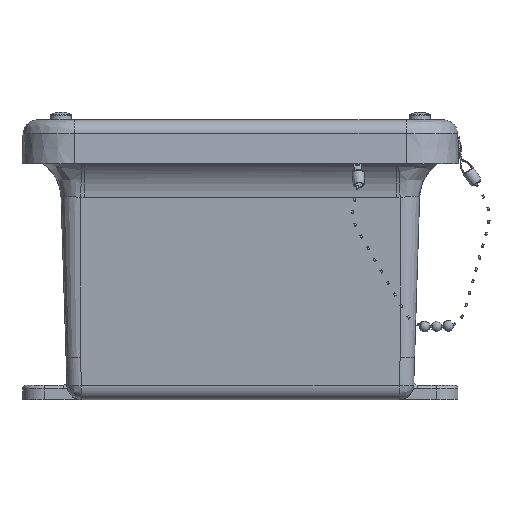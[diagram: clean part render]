
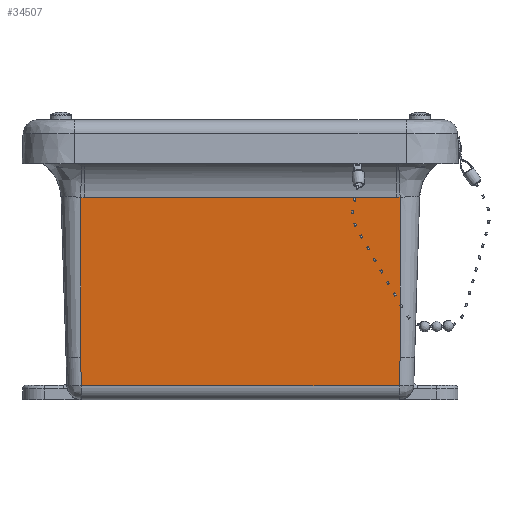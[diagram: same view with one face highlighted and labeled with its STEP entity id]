
A CAD part, left-side view. The second image highlights one B-rep face of the part: STEP entity #34507.
In plain terms, the highlighted planar face has unit normal (-1, 0, -0.031).
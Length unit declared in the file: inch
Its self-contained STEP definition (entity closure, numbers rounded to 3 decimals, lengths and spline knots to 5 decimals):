
#406 = DIRECTION ( 'NONE',  ( 0.031, -0.031, -0.999 ) ) ;
#1223 = VECTOR ( 'NONE', #11883, 39.37008 ) ;
#1547 = EDGE_CURVE ( 'NONE', #14486, #11504, #18428, .T. ) ;
#1927 = VERTEX_POINT ( 'NONE', #14818 ) ;
#4303 = FACE_OUTER_BOUND ( 'NONE', #16245, .T. ) ;
#5236 = VERTEX_POINT ( 'NONE', #39927 ) ;
#5597 = CARTESIAN_POINT ( 'NONE',  ( -3.082, -2.71034, -1.13991 ) ) ;
#5981 = CARTESIAN_POINT ( 'NONE',  ( -3.08204, -2.75355, -1.13866 ) ) ;
#7059 = ORIENTED_EDGE ( 'NONE', *, *, #15088, .F. ) ;
#7285 = LINE ( 'NONE', #17282, #43552 ) ;
#7710 = B_SPLINE_CURVE_WITH_KNOTS ( 'NONE', 3,
 ( #16205, #5597, #23212, #27035 ),
 .UNSPECIFIED., .F., .F.,
 ( 4, 4 ),
 ( 0., 1. ),
 .UNSPECIFIED. ) ;
#7731 = LINE ( 'NONE', #44807, #25271 ) ;
#7829 = VECTOR ( 'NONE', #35645, 39.37008 ) ;
#8554 = VECTOR ( 'NONE', #11143, 39.37008 ) ;
#10141 = VERTEX_POINT ( 'NONE', #33097 ) ;
#11143 = DIRECTION ( 'NONE',  ( -0.031, 0., 1. ) ) ;
#11504 = VERTEX_POINT ( 'NONE', #5981 ) ;
#11674 = CARTESIAN_POINT ( 'NONE',  ( -2.99543, 2.75355, -3.89539 ) ) ;
#11883 = DIRECTION ( 'NONE',  ( -0.031, -0.031, 0.999 ) ) ;
#13084 = AXIS2_PLACEMENT_3D ( 'NONE', #32204, #39847, #22320 ) ;
#13987 = CARTESIAN_POINT ( 'NONE',  ( -3.11769, 2.75355, -0.00391 ) ) ;
#14486 = VERTEX_POINT ( 'NONE', #23776 ) ;
#14818 = CARTESIAN_POINT ( 'NONE',  ( -3.08204, 2.75355, -1.13866 ) ) ;
#15088 = EDGE_CURVE ( 'NONE', #38867, #5236, #25385, .T. ) ;
#15089 = ORIENTED_EDGE ( 'NONE', *, *, #17328, .T. ) ;
#15348 = VECTOR ( 'NONE', #28221, 39.37008 ) ;
#15648 = ORIENTED_EDGE ( 'NONE', *, *, #1547, .T. ) ;
#16205 = CARTESIAN_POINT ( 'NONE',  ( -3.082, -2.68875, -1.13991 ) ) ;
#16245 = EDGE_LOOP ( 'NONE', ( #15089, #15648, #38842, #26485, #22072, #22498, #39719, #7059 ) ) ;
#16424 = LINE ( 'NONE', #13987, #15348 ) ;
#16678 = VERTEX_POINT ( 'NONE', #23020 ) ;
#17282 = CARTESIAN_POINT ( 'NONE',  ( -3.082, 2.75355, -1.13991 ) ) ;
#17328 = EDGE_CURVE ( 'NONE', #38867, #14486, #20989, .T. ) ;
#18428 = LINE ( 'NONE', #31857, #8554 ) ;
#20645 = EDGE_CURVE ( 'NONE', #10141, #11504, #7710, .T. ) ;
#20762 = EDGE_CURVE ( 'NONE', #10141, #16678, #7285, .T. ) ;
#20989 = LINE ( 'NONE', #28895, #1223 ) ;
#22072 = ORIENTED_EDGE ( 'NONE', *, *, #41588, .F. ) ;
#22320 = DIRECTION ( 'NONE',  ( 0.031, 0., -1. ) ) ;
#22498 = ORIENTED_EDGE ( 'NONE', *, *, #23049, .T. ) ;
#23020 = CARTESIAN_POINT ( 'NONE',  ( -3.082, 2.68875, -1.13991 ) ) ;
#23049 = EDGE_CURVE ( 'NONE', #1927, #44517, #16424, .T. ) ;
#23212 = CARTESIAN_POINT ( 'NONE',  ( -3.08201, -2.73195, -1.13949 ) ) ;
#23776 = CARTESIAN_POINT ( 'NONE',  ( -2.99543, -2.75355, -3.89539 ) ) ;
#25271 = VECTOR ( 'NONE', #406, 39.37008 ) ;
#25385 = LINE ( 'NONE', #31840, #7829 ) ;
#26485 = ORIENTED_EDGE ( 'NONE', *, *, #20762, .T. ) ;
#27035 = CARTESIAN_POINT ( 'NONE',  ( -3.08204, -2.75355, -1.13866 ) ) ;
#28201 = PLANE ( 'NONE',  #13084 ) ;
#28221 = DIRECTION ( 'NONE',  ( 0.031, 0., -1. ) ) ;
#28895 = CARTESIAN_POINT ( 'NONE',  ( -2.98011, -2.73824, -4.38285 ) ) ;
#31221 = DIRECTION ( 'NONE',  ( 0., 1., 0. ) ) ;
#31840 = CARTESIAN_POINT ( 'NONE',  ( -2.98011, 0., -4.38285 ) ) ;
#31857 = CARTESIAN_POINT ( 'NONE',  ( -3.11769, -2.75355, -0.00391 ) ) ;
#32204 = CARTESIAN_POINT ( 'NONE',  ( -3.11769, 2.75355, -0.00391 ) ) ;
#32768 = EDGE_CURVE ( 'NONE', #44517, #5236, #7731, .T. ) ;
#33097 = CARTESIAN_POINT ( 'NONE',  ( -3.082, -2.68875, -1.13991 ) ) ;
#34507 = ADVANCED_FACE ( 'NONE', ( #4303 ), #28201, .T. ) ;
#34913 = CARTESIAN_POINT ( 'NONE',  ( -3.082, 2.68875, -1.13991 ) ) ;
#35645 = DIRECTION ( 'NONE',  ( 0., 1., 0. ) ) ;
#38302 = CARTESIAN_POINT ( 'NONE',  ( -3.082, 2.71036, -1.13991 ) ) ;
#38842 = ORIENTED_EDGE ( 'NONE', *, *, #20645, .F. ) ;
#38867 = VERTEX_POINT ( 'NONE', #43524 ) ;
#39719 = ORIENTED_EDGE ( 'NONE', *, *, #32768, .T. ) ;
#39847 = DIRECTION ( 'NONE',  ( -1., 0., -0.031 ) ) ;
#39927 = CARTESIAN_POINT ( 'NONE',  ( -2.98011, 2.73824, -4.38285 ) ) ;
#40006 = B_SPLINE_CURVE_WITH_KNOTS ( 'NONE', 3,
 ( #41526, #45535, #38302, #34913 ),
 .UNSPECIFIED., .F., .F.,
 ( 4, 4 ),
 ( 0., 1. ),
 .UNSPECIFIED. ) ;
#41526 = CARTESIAN_POINT ( 'NONE',  ( -3.08204, 2.75355, -1.13866 ) ) ;
#41588 = EDGE_CURVE ( 'NONE', #1927, #16678, #40006, .T. ) ;
#43524 = CARTESIAN_POINT ( 'NONE',  ( -2.98011, -2.73824, -4.38285 ) ) ;
#43552 = VECTOR ( 'NONE', #31221, 39.37008 ) ;
#44517 = VERTEX_POINT ( 'NONE', #11674 ) ;
#44807 = CARTESIAN_POINT ( 'NONE',  ( -2.99543, 2.75355, -3.89539 ) ) ;
#45535 = CARTESIAN_POINT ( 'NONE',  ( -3.08201, 2.73197, -1.13949 ) ) ;
